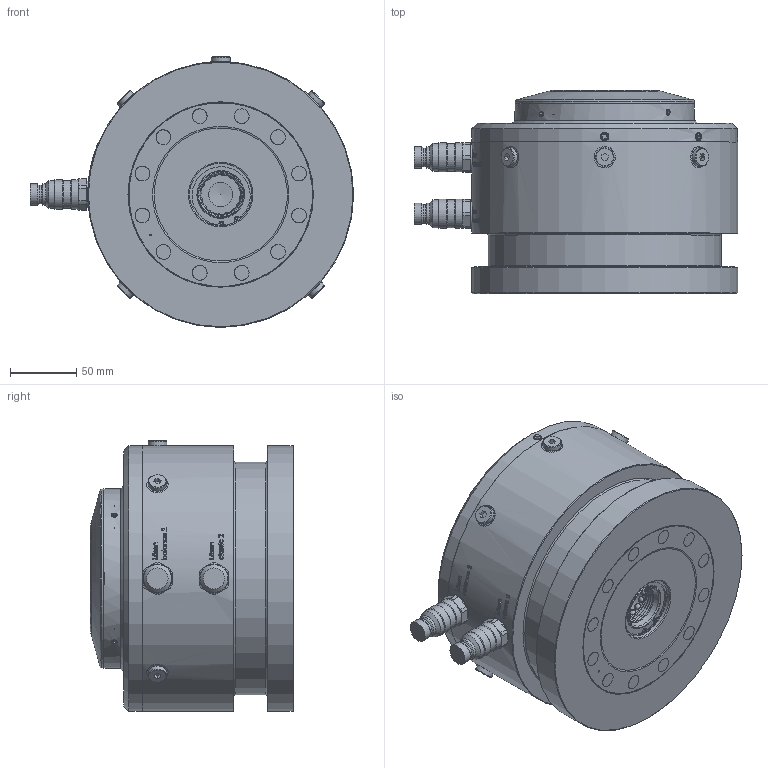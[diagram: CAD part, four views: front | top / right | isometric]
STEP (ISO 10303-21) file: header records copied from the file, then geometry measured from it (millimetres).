
FILE_DESCRIPTION (( 'STEP AP214' ), '1' );
FILE_NAME ('STARK_801 250_B.STEP', '2020-11-04T15:39:21', ( '' ), ( '' ), 'SwSTEP 2.0', 'SolidWorks 2019', '' );
FILE_SCHEMA (( 'AUTOMOTIVE_DESIGN' ));
Length unit declared in the file: millimetre
Products named in the file (1): STARK_801 250_B
Bounding box: 243.2 x 153 x 203.8 mm (x, y, z)
Volume: 4099308.5 mm3; surface area: 195386.3 mm2
Topology: 1 solids, 17 shells, 1966 faces, 4908 edges, 3238 vertices
Faces by surface type: plane 867, bspline 604, cylinder 265, cone 148, torus 50, sphere 32
Full cylindrical faces by diameter (mm): 1 x2, 1.8 x2, 2.5 x2, 3 x1, 4.8 x32, 5 x2, 5.2 x16, 6.8 x2, 7 x2, 10 x8, 11 x8, 11.055 x12, 13.1 x2, 14 x7, 16 x9, 21 x6, 22 x4, 30.4 x6, 31.5 x1, 32 x1, 33.141 x2, 35 x2, 46.95 x1, 47 x3, 48.69 x1, 50 x1, 85 x1, 85.1 x1, 134.8 x1, 135 x1
Entity records: 94399 total; most frequent: CARTESIAN_POINT 46870, ORIENTED_EDGE 9024, DIRECTION 6358, EDGE_CURVE 4512, VERTEX_POINT 3122, EDGE_LOOP 2510, VECTOR 2434, LINE 2434
